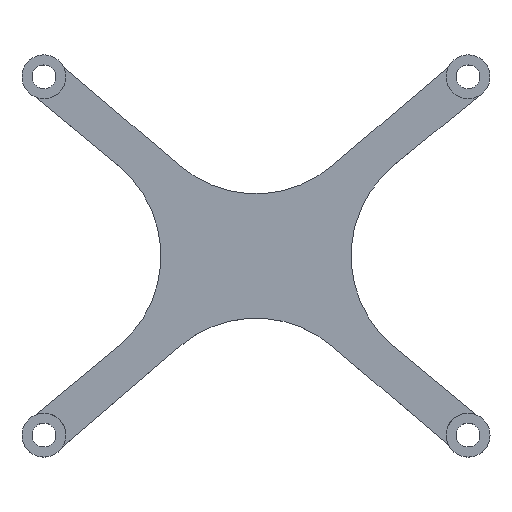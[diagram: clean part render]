
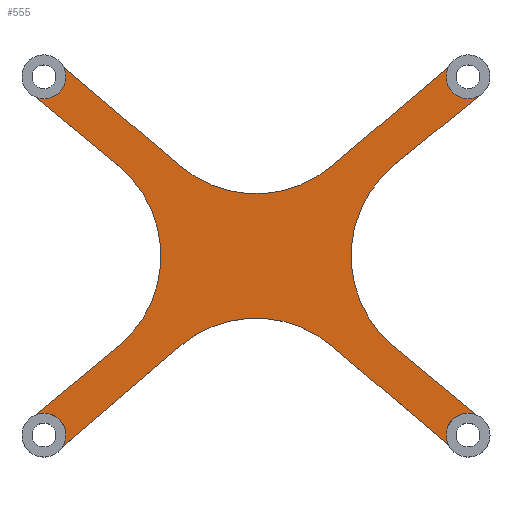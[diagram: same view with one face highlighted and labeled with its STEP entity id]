
A CAD part, top view. The second image highlights one B-rep face of the part: STEP entity #555.
In plain terms, the highlighted planar face has unit normal (0, 0, 1).
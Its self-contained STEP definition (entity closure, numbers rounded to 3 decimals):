
#32=LINE('',#907,#74);
#34=LINE('',#912,#76);
#38=LINE('',#922,#80);
#40=LINE('',#927,#82);
#44=LINE('',#937,#86);
#46=LINE('',#942,#88);
#50=LINE('',#952,#92);
#52=LINE('',#955,#94);
#74=VECTOR('',#736,10.);
#76=VECTOR('',#740,10.);
#80=VECTOR('',#752,10.);
#82=VECTOR('',#756,10.);
#86=VECTOR('',#768,10.);
#88=VECTOR('',#772,10.);
#92=VECTOR('',#784,10.);
#94=VECTOR('',#788,10.);
#145=FACE_OUTER_BOUND('',#185,.T.);
#185=EDGE_LOOP('',(#461,#462,#463,#464,#465,#466,#467,#468,#469,#470,#471,
#472,#473,#474,#475,#476,#477,#478));
#200=CIRCLE('',#577,3.);
#204=CIRCLE('',#583,3.);
#207=CIRCLE('',#588,3.);
#211=CIRCLE('',#592,3.);
#214=CIRCLE('',#597,3.);
#217=CIRCLE('',#600,3.);
#220=CIRCLE('',#605,16.);
#222=CIRCLE('',#610,16.);
#224=CIRCLE('',#615,16.);
#226=CIRCLE('',#620,16.);
#237=VERTEX_POINT('',#831);
#238=VERTEX_POINT('',#833);
#243=VERTEX_POINT('',#846);
#244=VERTEX_POINT('',#848);
#247=VERTEX_POINT('',#857);
#248=VERTEX_POINT('',#859);
#253=VERTEX_POINT('',#870);
#256=VERTEX_POINT('',#879);
#257=VERTEX_POINT('',#881);
#261=VERTEX_POINT('',#890);
#265=VERTEX_POINT('',#900);
#266=VERTEX_POINT('',#902);
#268=VERTEX_POINT('',#911);
#270=VERTEX_POINT('',#917);
#272=VERTEX_POINT('',#926);
#274=VERTEX_POINT('',#932);
#276=VERTEX_POINT('',#941);
#278=VERTEX_POINT('',#947);
#290=EDGE_CURVE('',#238,#237,#200,.T.);
#297=EDGE_CURVE('',#244,#243,#204,.T.);
#302=EDGE_CURVE('',#248,#247,#207,.T.);
#309=EDGE_CURVE('',#247,#253,#211,.T.);
#313=EDGE_CURVE('',#257,#256,#214,.T.);
#319=EDGE_CURVE('',#256,#261,#217,.T.);
#323=EDGE_CURVE('',#266,#265,#220,.T.);
#326=EDGE_CURVE('',#261,#266,#32,.T.);
#328=EDGE_CURVE('',#268,#257,#34,.T.);
#331=EDGE_CURVE('',#270,#268,#222,.T.);
#334=EDGE_CURVE('',#253,#270,#38,.T.);
#336=EDGE_CURVE('',#272,#248,#40,.T.);
#339=EDGE_CURVE('',#274,#272,#224,.T.);
#342=EDGE_CURVE('',#237,#274,#44,.T.);
#344=EDGE_CURVE('',#276,#238,#46,.T.);
#347=EDGE_CURVE('',#278,#276,#226,.T.);
#350=EDGE_CURVE('',#243,#278,#50,.T.);
#352=EDGE_CURVE('',#265,#244,#52,.T.);
#461=ORIENTED_EDGE('',*,*,#290,.T.);
#462=ORIENTED_EDGE('',*,*,#342,.T.);
#463=ORIENTED_EDGE('',*,*,#339,.T.);
#464=ORIENTED_EDGE('',*,*,#336,.T.);
#465=ORIENTED_EDGE('',*,*,#302,.T.);
#466=ORIENTED_EDGE('',*,*,#309,.T.);
#467=ORIENTED_EDGE('',*,*,#334,.T.);
#468=ORIENTED_EDGE('',*,*,#331,.T.);
#469=ORIENTED_EDGE('',*,*,#328,.T.);
#470=ORIENTED_EDGE('',*,*,#313,.T.);
#471=ORIENTED_EDGE('',*,*,#319,.T.);
#472=ORIENTED_EDGE('',*,*,#326,.T.);
#473=ORIENTED_EDGE('',*,*,#323,.T.);
#474=ORIENTED_EDGE('',*,*,#352,.T.);
#475=ORIENTED_EDGE('',*,*,#297,.T.);
#476=ORIENTED_EDGE('',*,*,#350,.T.);
#477=ORIENTED_EDGE('',*,*,#347,.T.);
#478=ORIENTED_EDGE('',*,*,#344,.T.);
#529=PLANE('',#623);
#555=ADVANCED_FACE('',(#145),#529,.T.);
#577=AXIS2_PLACEMENT_3D('',#834,#661,#662);
#583=AXIS2_PLACEMENT_3D('',#849,#676,#677);
#588=AXIS2_PLACEMENT_3D('',#860,#688,#689);
#592=AXIS2_PLACEMENT_3D('',#872,#699,#700);
#597=AXIS2_PLACEMENT_3D('',#882,#710,#711);
#600=AXIS2_PLACEMENT_3D('',#892,#719,#720);
#605=AXIS2_PLACEMENT_3D('',#903,#730,#731);
#610=AXIS2_PLACEMENT_3D('',#918,#746,#747);
#615=AXIS2_PLACEMENT_3D('',#933,#762,#763);
#620=AXIS2_PLACEMENT_3D('',#948,#778,#779);
#623=AXIS2_PLACEMENT_3D('',#956,#789,#790);
#661=DIRECTION('center_axis',(0.,0.,-1.));
#662=DIRECTION('ref_axis',(-1.,0.,0.));
#676=DIRECTION('center_axis',(0.,0.,-1.));
#677=DIRECTION('ref_axis',(-1.,0.,0.));
#688=DIRECTION('center_axis',(0.,0.,-1.));
#689=DIRECTION('ref_axis',(-1.,0.,0.));
#699=DIRECTION('center_axis',(0.,0.,-1.));
#700=DIRECTION('ref_axis',(-1.,0.,0.));
#710=DIRECTION('center_axis',(0.,0.,-1.));
#711=DIRECTION('ref_axis',(-1.,0.,0.));
#719=DIRECTION('center_axis',(0.,0.,-1.));
#720=DIRECTION('ref_axis',(-1.,0.,0.));
#730=DIRECTION('center_axis',(0.,0.,-1.));
#731=DIRECTION('ref_axis',(-1.,0.,0.));
#736=DIRECTION('',(-0.763,-0.647,0.));
#740=DIRECTION('',(0.774,0.633,0.));
#746=DIRECTION('center_axis',(0.,0.,-1.));
#747=DIRECTION('ref_axis',(-1.,0.,0.));
#752=DIRECTION('',(-0.771,0.637,0.));
#756=DIRECTION('',(0.763,-0.647,0.));
#762=DIRECTION('center_axis',(0.,0.,-1.));
#763=DIRECTION('ref_axis',(-1.,0.,0.));
#768=DIRECTION('',(0.759,0.651,0.));
#772=DIRECTION('',(-0.771,-0.637,0.));
#778=DIRECTION('center_axis',(0.,0.,-1.));
#779=DIRECTION('ref_axis',(-1.,0.,0.));
#784=DIRECTION('',(0.771,-0.637,0.));
#788=DIRECTION('',(-0.763,0.647,0.));
#789=DIRECTION('center_axis',(0.,0.,1.));
#790=DIRECTION('ref_axis',(-1.,0.,0.));
#831=CARTESIAN_POINT('',(6.023,-54.123,2.));
#833=CARTESIAN_POINT('',(2.304,-49.749,2.));
#834=CARTESIAN_POINT('Origin',(3.5,-52.5,2.));
#846=CARTESIAN_POINT('',(2.304,-6.251,2.));
#848=CARTESIAN_POINT('',(6.181,-2.153,2.));
#849=CARTESIAN_POINT('Origin',(3.5,-3.5,2.));
#857=CARTESIAN_POINT('',(58.5,-52.5,2.));
#859=CARTESIAN_POINT('',(58.819,-53.847,2.));
#860=CARTESIAN_POINT('Origin',(61.5,-52.5,2.));
#870=CARTESIAN_POINT('',(62.696,-49.749,2.));
#872=CARTESIAN_POINT('Origin',(61.5,-52.5,2.));
#879=CARTESIAN_POINT('',(58.5,-3.5,2.));
#881=CARTESIAN_POINT('',(63.,-6.098,2.));
#882=CARTESIAN_POINT('Origin',(61.5,-3.5,2.));
#890=CARTESIAN_POINT('',(58.819,-2.153,2.));
#892=CARTESIAN_POINT('Origin',(61.5,-3.5,2.));
#900=CARTESIAN_POINT('',(22.149,-15.701,2.));
#902=CARTESIAN_POINT('',(42.851,-15.701,2.));
#903=CARTESIAN_POINT('Origin',(32.5,-3.5,2.));
#907=CARTESIAN_POINT('',(59.,-2.,2.));
#911=CARTESIAN_POINT('',(51.367,-15.618,2.));
#912=CARTESIAN_POINT('',(63.,-6.098,2.));
#917=CARTESIAN_POINT('',(51.305,-40.331,2.));
#918=CARTESIAN_POINT('Origin',(61.5,-28.,2.));
#922=CARTESIAN_POINT('',(63.,-50.,2.));
#926=CARTESIAN_POINT('',(42.851,-40.299,2.));
#927=CARTESIAN_POINT('',(59.,-54.,2.));
#932=CARTESIAN_POINT('',(22.087,-40.353,2.));
#933=CARTESIAN_POINT('Origin',(32.5,-52.5,2.));
#937=CARTESIAN_POINT('',(5.,-55.,2.));
#941=CARTESIAN_POINT('',(13.695,-40.331,2.));
#942=CARTESIAN_POINT('',(2.,-50.,2.));
#947=CARTESIAN_POINT('',(13.695,-15.669,2.));
#948=CARTESIAN_POINT('Origin',(3.5,-28.,2.));
#952=CARTESIAN_POINT('',(2.,-6.,2.));
#955=CARTESIAN_POINT('',(6.,-2.,2.));
#956=CARTESIAN_POINT('Origin',(32.5,-28.,2.));
